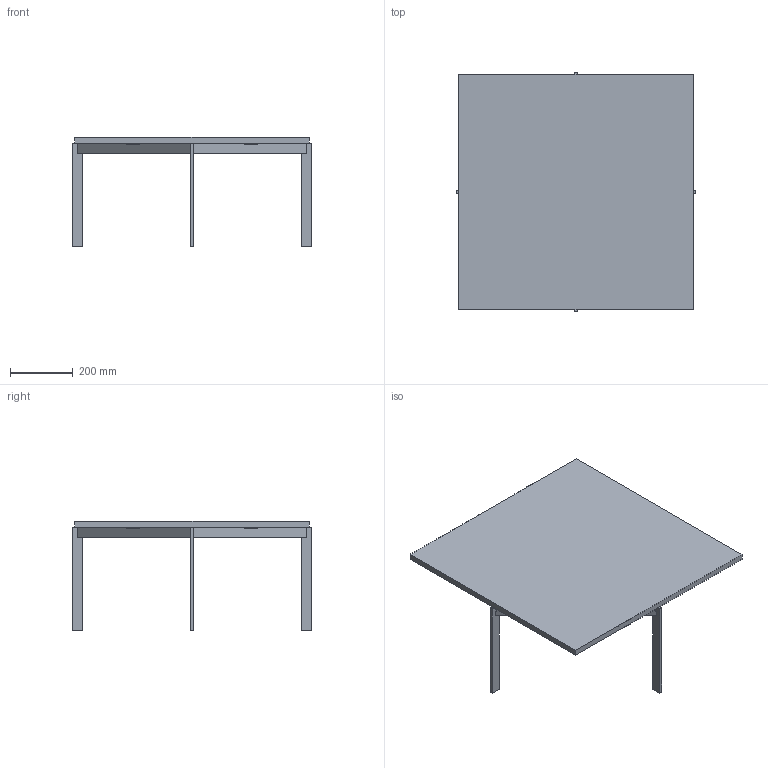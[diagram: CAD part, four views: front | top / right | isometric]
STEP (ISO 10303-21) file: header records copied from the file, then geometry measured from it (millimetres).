
FILE_DESCRIPTION(/* description */ (''),/* implementation_level */ '2;1');
FILE_NAME(/* name */ 'Plank_CB-330-75SQ_3D',/* time_stamp */ '2024-04-20T17:39:32+02:00',/* author */ (''),/* organization */ (''),/* preprocessor_version */ 'ST-DEVELOPER v16.5',/* originating_system */ 'Rhino 7.34',/* authorisation */ '');
FILE_SCHEMA (('AUTOMOTIVE_DESIGN'));
Length unit declared in the file: centimetre
Products named in the file (2): Document; Plank_CB-330-75SQ
Assembly tree (1 placements, depth 2):
  Document
    Plank_CB-330-75SQ
Bounding box: 766 x 766 x 349 mm (x, y, z)
Surface area: 1552280.5 mm2 (no closed solid volume)
Topology: 0 solids, 78 shells, 78 faces, 360 edges, 360 vertices
Faces by surface type: plane 78
Entity records: 3390 total; most frequent: CARTESIAN_POINT 1202, ORIENTED_EDGE 360, EDGE_CURVE 360, B_SPLINE_CURVE_WITH_KNOTS 360, VERTEX_POINT 360, DIRECTION 86, AXIS2_PLACEMENT_3D 82, PRESENTATION_LAYER_ASSIGNMENT 78
